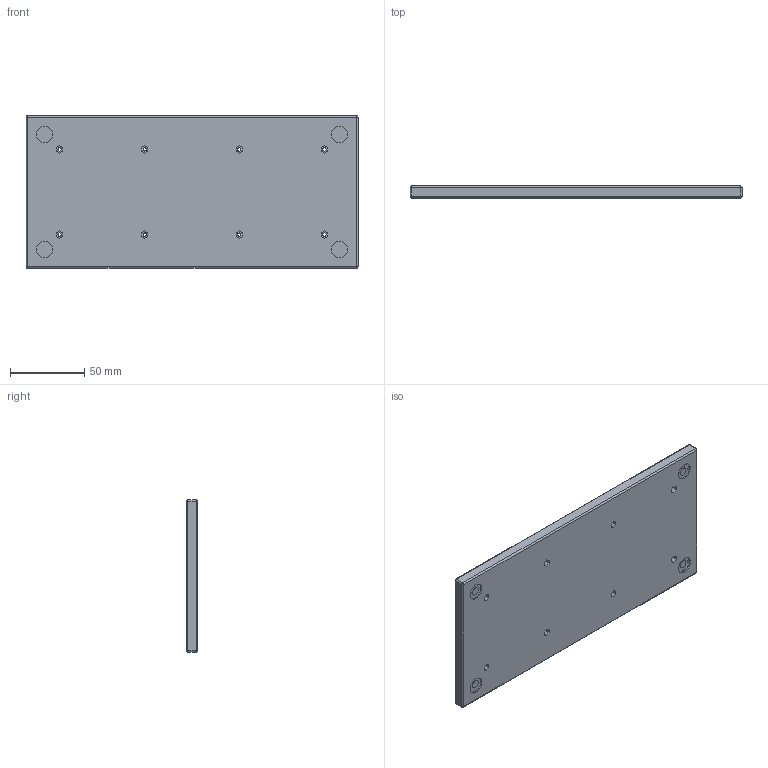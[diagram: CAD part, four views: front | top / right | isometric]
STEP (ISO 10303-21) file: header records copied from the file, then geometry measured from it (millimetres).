
FILE_DESCRIPTION(/* description */ (''),/* implementation_level */ '2;1');
FILE_NAME(/* name */ 'cool650lp_case_design v3.step',/* time_stamp */ '2025-12-21T07:46:50+09:00',/* author */ (''),/* organization */ (''),/* preprocessor_version */ 'ST-DEVELOPER v20.1',/* originating_system */ 'Autodesk Translation Framework v14.10.0.0',/* authorisation */ '');
FILE_SCHEMA (('AUTOMOTIVE_DESIGN { 1 0 10303 214 3 1 1 }'));
Length unit declared in the file: millimetre
Products named in the file (1): cool650lp_case_design
Bounding box: 222.9 x 8 x 102.2 mm (x, y, z)
Volume: 98009.9 mm3; surface area: 96504.1 mm2
Topology: 2 solids, 2 shells, 2037 faces, 5437 edges, 3616 vertices
Faces by surface type: plane 1845, cylinder 184, sphere 8
Full cylindrical faces by diameter (mm): 2.2 x15, 2.332 x50, 5.406 x50, 11 x4
Entity records: 62695 total; most frequent: CARTESIAN_POINT 11091, ORIENTED_EDGE 10874, DIRECTION 9881, EDGE_CURVE 5437, LINE 5069, VECTOR 5069, VERTEX_POINT 3616, AXIS2_PLACEMENT_3D 2406
